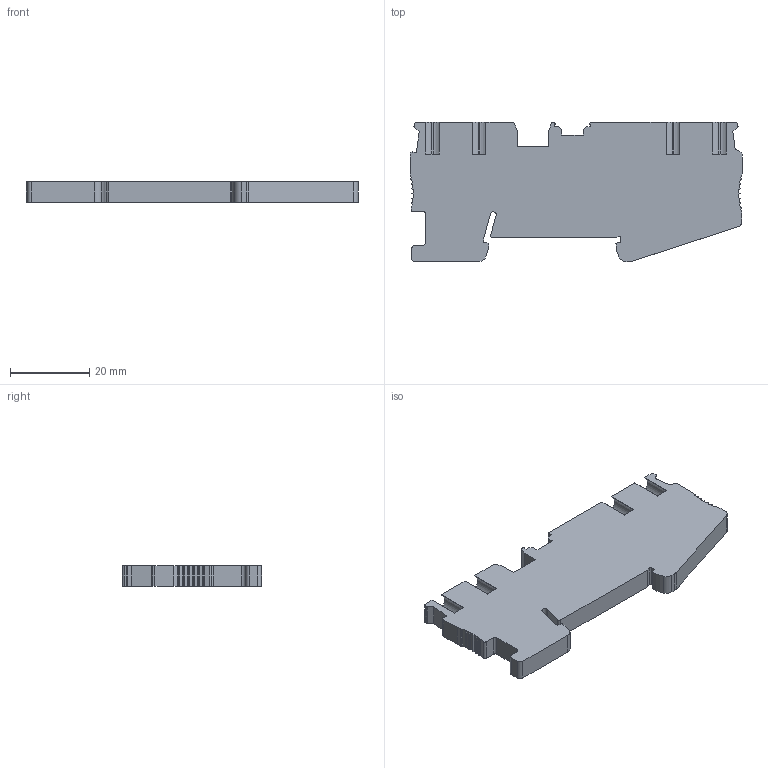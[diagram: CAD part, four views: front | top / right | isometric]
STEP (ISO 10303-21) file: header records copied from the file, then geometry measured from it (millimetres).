
FILE_DESCRIPTION((''),'2;1');
FILE_NAME('9','2023-11-01T',('Administrator'),(''),'PRO/ENGINEER BY PARAMETRIC TECHNOLOGY CORPORATION, 2013230','PRO/ENGINEER BY PARAMETRIC TECHNOLOGY CORPORATION, 2013230','');
FILE_SCHEMA(('CONFIG_CONTROL_DESIGN'));
Length unit declared in the file: millimetre
Products named in the file (1): 9
Bounding box: 84 x 35.2 x 5.2 mm (x, y, z)
Volume: 11209.9 mm3; surface area: 7672.4 mm2
Topology: 1 solids, 1 shells, 219 faces, 630 edges, 420 vertices
Faces by surface type: plane 149, cylinder 70
Entity records: 7217 total; most frequent: CARTESIAN_POINT 1294, ORIENTED_EDGE 1260, DIRECTION 1202, EDGE_CURVE 630, VECTOR 488, LINE 488, VERTEX_POINT 420, AXIS2_PLACEMENT_3D 357
